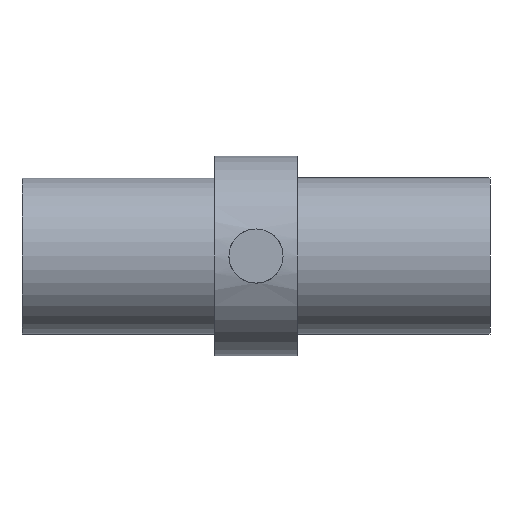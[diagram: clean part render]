
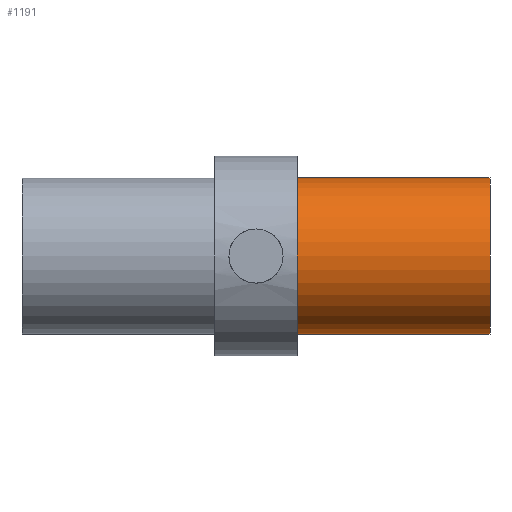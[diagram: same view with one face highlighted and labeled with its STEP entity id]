
A CAD part, front view. The second image highlights one B-rep face of the part: STEP entity #1191.
In plain terms, the highlighted cylindrical face has radius 90 mm (diameter 180 mm), a partial arc.
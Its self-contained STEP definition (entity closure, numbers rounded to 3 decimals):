
#119 = CARTESIAN_POINT ( 'NONE',  ( 270., 0., 90. ) ) ;
#152 = DIRECTION ( 'NONE',  ( -1., 0., 0. ) ) ;
#266 = CARTESIAN_POINT ( 'NONE',  ( 47.5, 0., 0. ) ) ;
#303 = AXIS2_PLACEMENT_3D ( 'NONE', #266, #1387, #1071 ) ;
#348 = FACE_OUTER_BOUND ( 'NONE', #1516, .T. ) ;
#414 = CARTESIAN_POINT ( 'NONE',  ( -63.485, 0., -90. ) ) ;
#497 = CARTESIAN_POINT ( 'NONE',  ( 47.5, 0., 90. ) ) ;
#523 = CARTESIAN_POINT ( 'NONE',  ( 270., 0., -90. ) ) ;
#629 = EDGE_CURVE ( 'NONE', #797, #740, #1720, .T. ) ;
#631 = EDGE_CURVE ( 'NONE', #958, #975, #1170, .T. ) ;
#634 = ORIENTED_EDGE ( 'NONE', *, *, #1748, .T. ) ;
#643 = DIRECTION ( 'NONE',  ( 0., 0., 1. ) ) ;
#740 = VERTEX_POINT ( 'NONE', #497 ) ;
#750 = DIRECTION ( 'NONE',  ( 0., 0., 1. ) ) ;
#770 = DIRECTION ( 'NONE',  ( -1., 0., 0. ) ) ;
#797 = VERTEX_POINT ( 'NONE', #1117 ) ;
#958 = VERTEX_POINT ( 'NONE', #523 ) ;
#975 = VERTEX_POINT ( 'NONE', #119 ) ;
#1065 = LINE ( 'NONE', #414, #1655 ) ;
#1071 = DIRECTION ( 'NONE',  ( 0., 0., 1. ) ) ;
#1117 = CARTESIAN_POINT ( 'NONE',  ( 47.5, 0., -90. ) ) ;
#1165 = VECTOR ( 'NONE', #152, 1000. ) ;
#1170 = CIRCLE ( 'NONE', #1878, 90. ) ;
#1191 = ADVANCED_FACE ( 'NONE', ( #348 ), #1229, .T. ) ;
#1192 = AXIS2_PLACEMENT_3D ( 'NONE', #1419, #1872, #643 ) ;
#1229 = CYLINDRICAL_SURFACE ( 'NONE', #1192, 90. ) ;
#1387 = DIRECTION ( 'NONE',  ( -1., 0., 0. ) ) ;
#1419 = CARTESIAN_POINT ( 'NONE',  ( -63.485, 0., 0. ) ) ;
#1516 = EDGE_LOOP ( 'NONE', ( #1828, #1874, #634, #1862 ) ) ;
#1543 = CARTESIAN_POINT ( 'NONE',  ( -63.485, 0., 90. ) ) ;
#1549 = EDGE_CURVE ( 'NONE', #958, #797, #1065, .T. ) ;
#1655 = VECTOR ( 'NONE', #1803, 1000. ) ;
#1720 = CIRCLE ( 'NONE', #303, 90. ) ;
#1748 = EDGE_CURVE ( 'NONE', #975, #740, #2002, .T. ) ;
#1803 = DIRECTION ( 'NONE',  ( -1., 0., 0. ) ) ;
#1828 = ORIENTED_EDGE ( 'NONE', *, *, #1549, .F. ) ;
#1862 = ORIENTED_EDGE ( 'NONE', *, *, #629, .F. ) ;
#1872 = DIRECTION ( 'NONE',  ( -1., 0., 0. ) ) ;
#1874 = ORIENTED_EDGE ( 'NONE', *, *, #631, .T. ) ;
#1878 = AXIS2_PLACEMENT_3D ( 'NONE', #1969, #770, #750 ) ;
#1969 = CARTESIAN_POINT ( 'NONE',  ( 270., 0., 0. ) ) ;
#2002 = LINE ( 'NONE', #1543, #1165 ) ;
